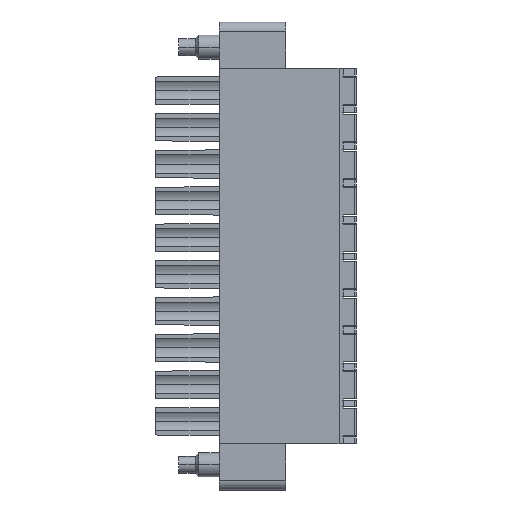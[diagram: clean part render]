
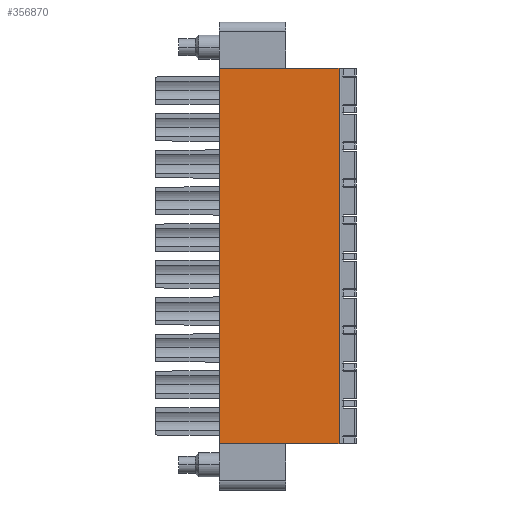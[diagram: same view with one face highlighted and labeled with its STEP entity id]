
A CAD part, front view. The second image highlights one B-rep face of the part: STEP entity #356870.
In plain terms, the highlighted planar face has unit normal (0, -1, 0).
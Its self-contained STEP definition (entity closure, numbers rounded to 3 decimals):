
#110=CARTESIAN_POINT('',(-30.459,40.614,
   2.3));
#120=VERTEX_POINT('',#110);
#170=CARTESIAN_POINT('',(-30.459,40.614,
   2.3));
#180=DIRECTION('',(-1.,0.,
   0.));
#190=VECTOR('',#180,1.);
#200=LINE('',#170,#190);
#210=CARTESIAN_POINT('',(-42.859,40.614,
   2.3));
#220=VERTEX_POINT('',#210);
#230=EDGE_CURVE('',#120,#220,#200,.T.);
#93980=CARTESIAN_POINT('',(-30.459,
   40.614,-36.59));
#93990=VERTEX_POINT('',#93980);
#94040=CARTESIAN_POINT('',(-30.459,
   40.614,-30.48));
#94050=DIRECTION('',(0.,0.,
   -1.));
#94060=VECTOR('',#94050,1.);
#94070=LINE('',#94040,#94060);
#94080=EDGE_CURVE('',#120,#93990,#94070,.T.);
#190970=CARTESIAN_POINT('',(-42.859,
   40.614,-30.48));
#190980=DIRECTION('',(0.,0.,
   -1.));
#190990=VECTOR('',#190980,1.);
#191000=LINE('',#190970,#190990);
#191010=CARTESIAN_POINT('',(-42.859,
   40.614,-36.59));
#191020=VERTEX_POINT('',#191010);
#191030=EDGE_CURVE('',#220,#191020,#191000,.T.);
#356090=CARTESIAN_POINT('',(-30.459,
   40.614,-36.59));
#356100=DIRECTION('',(-1.,0.,
   0.));
#356110=VECTOR('',#356100,1.);
#356120=LINE('',#356090,#356110);
#356130=EDGE_CURVE('',#93990,#191020,#356120,.T.);
#356760=CARTESIAN_POINT('',(-42.859,
   40.614,-30.48));
#356770=DIRECTION('',(0.,-1.,
   0.));
#356780=DIRECTION('',(-1.,0.,
   0.));
#356790=AXIS2_PLACEMENT_3D('',#356760,#356770,#356780);
#356800=PLANE('',#356790);
#356810=ORIENTED_EDGE('',*,*,#230,.T.);
#356820=ORIENTED_EDGE('',*,*,#94080,.F.);
#356830=ORIENTED_EDGE('',*,*,#356130,.F.);
#356840=ORIENTED_EDGE('',*,*,#191030,.T.);
#356850=EDGE_LOOP('',(#356840,#356830,#356820,#356810));
#356860=FACE_OUTER_BOUND('',#356850,.T.);
#356870=ADVANCED_FACE('',(#356860),#356800,.T.);
